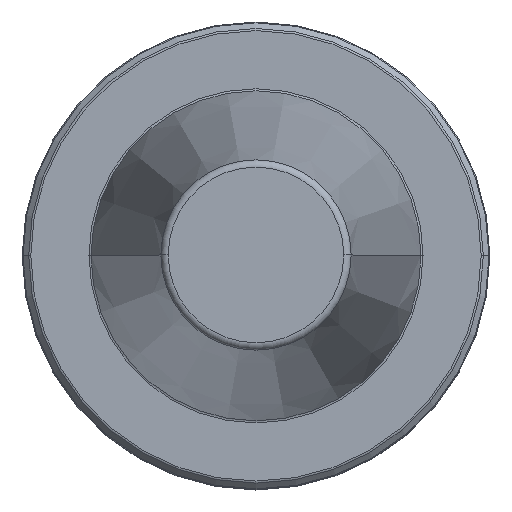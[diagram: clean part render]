
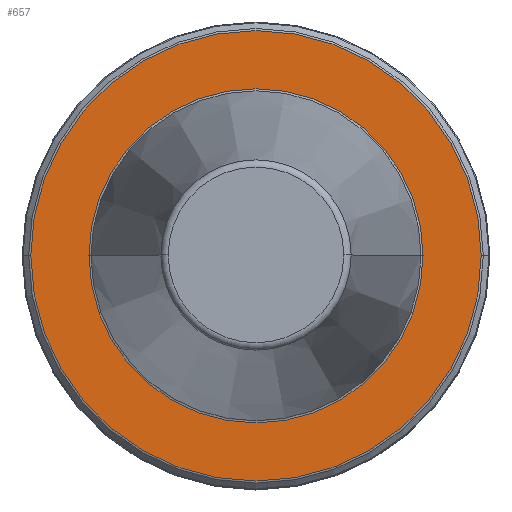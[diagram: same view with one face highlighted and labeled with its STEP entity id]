
A CAD part, top view. The second image highlights one B-rep face of the part: STEP entity #657.
In plain terms, the highlighted planar face has unit normal (0, 0, 1).
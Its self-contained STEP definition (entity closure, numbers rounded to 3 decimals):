
#17 = VERTEX_POINT ( 'NONE', #1121 ) ;
#43 = AXIS2_PLACEMENT_3D ( 'NONE', #614, #48, #719 ) ;
#47 = CARTESIAN_POINT ( 'NONE',  ( 30.334, 0., -2. ) ) ;
#48 = DIRECTION ( 'NONE',  ( 0., 0., 1. ) ) ;
#65 = FACE_BOUND ( 'NONE', #838, .T. ) ;
#87 = DIRECTION ( 'NONE',  ( 0., 0., 1. ) ) ;
#183 = DIRECTION ( 'NONE',  ( 0., 0., 1. ) ) ;
#287 = ORIENTED_EDGE ( 'NONE', *, *, #564, .T. ) ;
#312 = DIRECTION ( 'NONE',  ( 0., 0., 1. ) ) ;
#323 = CARTESIAN_POINT ( 'NONE',  ( 0., 0., -2. ) ) ;
#325 = ORIENTED_EDGE ( 'NONE', *, *, #903, .F. ) ;
#386 = AXIS2_PLACEMENT_3D ( 'NONE', #902, #312, #1008 ) ;
#389 = CARTESIAN_POINT ( 'NONE',  ( 0., 0., -2. ) ) ;
#410 = AXIS2_PLACEMENT_3D ( 'NONE', #323, #183, #470 ) ;
#470 = DIRECTION ( 'NONE',  ( 1., 0., 0. ) ) ;
#511 = ORIENTED_EDGE ( 'NONE', *, *, #567, .T. ) ;
#562 = DIRECTION ( 'NONE',  ( 1., 0., 0. ) ) ;
#564 = EDGE_CURVE ( 'NONE', #17, #874, #1216, .T. ) ;
#567 = EDGE_CURVE ( 'NONE', #874, #17, #1150, .T. ) ;
#577 = DIRECTION ( 'NONE',  ( 1., 0., 0. ) ) ;
#597 = AXIS2_PLACEMENT_3D ( 'NONE', #858, #87, #562 ) ;
#614 = CARTESIAN_POINT ( 'NONE',  ( 0., 0., -2. ) ) ;
#634 = VERTEX_POINT ( 'NONE', #873 ) ;
#657 = ADVANCED_FACE ( 'NONE', ( #833, #65 ), #977, .T. ) ;
#707 = CARTESIAN_POINT ( 'NONE',  ( -22.5, 0., -2. ) ) ;
#718 = EDGE_LOOP ( 'NONE', ( #511, #287 ) ) ;
#719 = DIRECTION ( 'NONE',  ( 1., 0., 0. ) ) ;
#781 = EDGE_CURVE ( 'NONE', #853, #634, #987, .T. ) ;
#817 = CIRCLE ( 'NONE', #43, 22.5 ) ;
#833 = FACE_OUTER_BOUND ( 'NONE', #718, .T. ) ;
#838 = EDGE_LOOP ( 'NONE', ( #325, #1154 ) ) ;
#853 = VERTEX_POINT ( 'NONE', #707 ) ;
#858 = CARTESIAN_POINT ( 'NONE',  ( 0., 0., -2. ) ) ;
#873 = CARTESIAN_POINT ( 'NONE',  ( 22.5, 0., -2. ) ) ;
#874 = VERTEX_POINT ( 'NONE', #47 ) ;
#902 = CARTESIAN_POINT ( 'NONE',  ( 0., 0., -2. ) ) ;
#903 = EDGE_CURVE ( 'NONE', #634, #853, #817, .T. ) ;
#977 = PLANE ( 'NONE',  #1153 ) ;
#987 = CIRCLE ( 'NONE', #386, 22.5 ) ;
#1008 = DIRECTION ( 'NONE',  ( 1., 0., 0. ) ) ;
#1121 = CARTESIAN_POINT ( 'NONE',  ( -30.334, 0., -2. ) ) ;
#1150 = CIRCLE ( 'NONE', #597, 30.334 ) ;
#1153 = AXIS2_PLACEMENT_3D ( 'NONE', #389, #1196, #577 ) ;
#1154 = ORIENTED_EDGE ( 'NONE', *, *, #781, .F. ) ;
#1196 = DIRECTION ( 'NONE',  ( 0., 0., 1. ) ) ;
#1216 = CIRCLE ( 'NONE', #410, 30.334 ) ;
